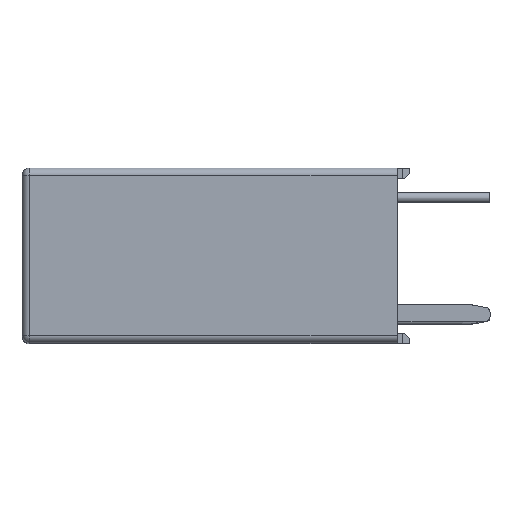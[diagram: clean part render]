
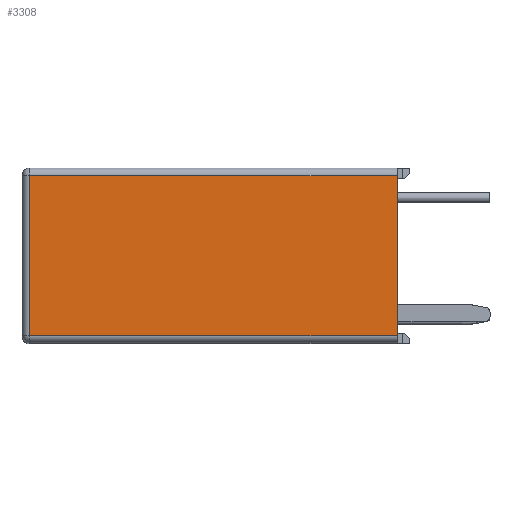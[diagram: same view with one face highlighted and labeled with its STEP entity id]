
A CAD part, top view. The second image highlights one B-rep face of the part: STEP entity #3308.
In plain terms, the highlighted planar face has unit normal (0, 0, 1).
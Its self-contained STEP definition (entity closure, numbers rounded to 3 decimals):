
#1381 = CYLINDRICAL_SURFACE('',#1382,0.3);
#1382 = AXIS2_PLACEMENT_3D('',#1383,#1384,#1385);
#1383 = CARTESIAN_POINT('',(-14.489,2.625,0.677));
#1384 = DIRECTION('',(-0.,1.,0.));
#1385 = DIRECTION('',(1.,0.,0.));
#1459 = PLANE('',#1460);
#1460 = AXIS2_PLACEMENT_3D('',#1461,#1462,#1463);
#1461 = CARTESIAN_POINT('',(0.211,2.625,-9.223));
#1462 = DIRECTION('',(1.,0.,0.));
#1463 = DIRECTION('',(0.,-1.,0.));
#1572 = VERTEX_POINT('',#1573);
#1573 = CARTESIAN_POINT('',(0.211,5.825,0.977));
#1588 = CYLINDRICAL_SURFACE('',#1589,0.3);
#1589 = AXIS2_PLACEMENT_3D('',#1590,#1591,#1592);
#1590 = CARTESIAN_POINT('',(0.211,5.825,0.677));
#1591 = DIRECTION('',(1.,0.,-0.));
#1592 = DIRECTION('',(0.,0.,1.));
#1600 = EDGE_CURVE('',#1601,#1572,#1603,.T.);
#1601 = VERTEX_POINT('',#1602);
#1602 = CARTESIAN_POINT('',(0.211,-0.575,0.977));
#1603 = SURFACE_CURVE('',#1604,(#1608,#1615),.PCURVE_S1.);
#1604 = LINE('',#1605,#1606);
#1605 = CARTESIAN_POINT('',(0.211,2.625,0.977));
#1606 = VECTOR('',#1607,1.);
#1607 = DIRECTION('',(0.,1.,0.));
#1608 = PCURVE('',#1459,#1609);
#1609 = DEFINITIONAL_REPRESENTATION('',(#1610),#1614);
#1610 = LINE('',#1611,#1612);
#1611 = CARTESIAN_POINT('',(0.,-10.2));
#1612 = VECTOR('',#1613,1.);
#1613 = DIRECTION('',(-1.,0.));
#1614 = ( GEOMETRIC_REPRESENTATION_CONTEXT(2) 
PARAMETRIC_REPRESENTATION_CONTEXT() REPRESENTATION_CONTEXT('2D SPACE',''
  ) );
#1615 = PCURVE('',#1616,#1621);
#1616 = PLANE('',#1617);
#1617 = AXIS2_PLACEMENT_3D('',#1618,#1619,#1620);
#1618 = CARTESIAN_POINT('',(0.211,2.625,0.977));
#1619 = DIRECTION('',(0.,-0.,1.));
#1620 = DIRECTION('',(0.,1.,0.));
#1621 = DEFINITIONAL_REPRESENTATION('',(#1622),#1626);
#1622 = LINE('',#1623,#1624);
#1623 = CARTESIAN_POINT('',(0.,0.));
#1624 = VECTOR('',#1625,1.);
#1625 = DIRECTION('',(1.,0.));
#1626 = ( GEOMETRIC_REPRESENTATION_CONTEXT(2) 
PARAMETRIC_REPRESENTATION_CONTEXT() REPRESENTATION_CONTEXT('2D SPACE',''
  ) );
#1645 = CYLINDRICAL_SURFACE('',#1646,0.3);
#1646 = AXIS2_PLACEMENT_3D('',#1647,#1648,#1649);
#1647 = CARTESIAN_POINT('',(0.211,-0.575,0.677));
#1648 = DIRECTION('',(1.,0.,-0.));
#1649 = DIRECTION('',(0.,0.,1.));
#3308 = ADVANCED_FACE('',(#3309),#1616,.T.);
#3309 = FACE_BOUND('',#3310,.T.);
#3310 = EDGE_LOOP('',(#3311,#3336,#3357,#3358));
#3311 = ORIENTED_EDGE('',*,*,#3312,.T.);
#3312 = EDGE_CURVE('',#3313,#3315,#3317,.T.);
#3313 = VERTEX_POINT('',#3314);
#3314 = CARTESIAN_POINT('',(-14.489,5.825,0.977));
#3315 = VERTEX_POINT('',#3316);
#3316 = CARTESIAN_POINT('',(-14.489,-0.575,0.977));
#3317 = SURFACE_CURVE('',#3318,(#3322,#3329),.PCURVE_S1.);
#3318 = LINE('',#3319,#3320);
#3319 = CARTESIAN_POINT('',(-14.489,2.625,0.977));
#3320 = VECTOR('',#3321,1.);
#3321 = DIRECTION('',(0.,-1.,0.));
#3322 = PCURVE('',#1616,#3323);
#3323 = DEFINITIONAL_REPRESENTATION('',(#3324),#3328);
#3324 = LINE('',#3325,#3326);
#3325 = CARTESIAN_POINT('',(0.,14.7));
#3326 = VECTOR('',#3327,1.);
#3327 = DIRECTION('',(-1.,0.));
#3328 = ( GEOMETRIC_REPRESENTATION_CONTEXT(2) 
PARAMETRIC_REPRESENTATION_CONTEXT() REPRESENTATION_CONTEXT('2D SPACE',''
  ) );
#3329 = PCURVE('',#1381,#3330);
#3330 = DEFINITIONAL_REPRESENTATION('',(#3331),#3335);
#3331 = LINE('',#3332,#3333);
#3332 = CARTESIAN_POINT('',(4.712,0.));
#3333 = VECTOR('',#3334,1.);
#3334 = DIRECTION('',(0.,-1.));
#3335 = ( GEOMETRIC_REPRESENTATION_CONTEXT(2) 
PARAMETRIC_REPRESENTATION_CONTEXT() REPRESENTATION_CONTEXT('2D SPACE',''
  ) );
#3336 = ORIENTED_EDGE('',*,*,#3337,.T.);
#3337 = EDGE_CURVE('',#3315,#1601,#3338,.T.);
#3338 = SURFACE_CURVE('',#3339,(#3343,#3350),.PCURVE_S1.);
#3339 = LINE('',#3340,#3341);
#3340 = CARTESIAN_POINT('',(0.211,-0.575,0.977));
#3341 = VECTOR('',#3342,1.);
#3342 = DIRECTION('',(1.,0.,0.));
#3343 = PCURVE('',#1616,#3344);
#3344 = DEFINITIONAL_REPRESENTATION('',(#3345),#3349);
#3345 = LINE('',#3346,#3347);
#3346 = CARTESIAN_POINT('',(-3.2,0.));
#3347 = VECTOR('',#3348,1.);
#3348 = DIRECTION('',(0.,-1.));
#3349 = ( GEOMETRIC_REPRESENTATION_CONTEXT(2) 
PARAMETRIC_REPRESENTATION_CONTEXT() REPRESENTATION_CONTEXT('2D SPACE',''
  ) );
#3350 = PCURVE('',#1645,#3351);
#3351 = DEFINITIONAL_REPRESENTATION('',(#3352),#3356);
#3352 = LINE('',#3353,#3354);
#3353 = CARTESIAN_POINT('',(0.,0.));
#3354 = VECTOR('',#3355,1.);
#3355 = DIRECTION('',(0.,1.));
#3356 = ( GEOMETRIC_REPRESENTATION_CONTEXT(2) 
PARAMETRIC_REPRESENTATION_CONTEXT() REPRESENTATION_CONTEXT('2D SPACE',''
  ) );
#3357 = ORIENTED_EDGE('',*,*,#1600,.T.);
#3358 = ORIENTED_EDGE('',*,*,#3359,.T.);
#3359 = EDGE_CURVE('',#1572,#3313,#3360,.T.);
#3360 = SURFACE_CURVE('',#3361,(#3365,#3372),.PCURVE_S1.);
#3361 = LINE('',#3362,#3363);
#3362 = CARTESIAN_POINT('',(0.211,5.825,0.977));
#3363 = VECTOR('',#3364,1.);
#3364 = DIRECTION('',(-1.,0.,0.));
#3365 = PCURVE('',#1616,#3366);
#3366 = DEFINITIONAL_REPRESENTATION('',(#3367),#3371);
#3367 = LINE('',#3368,#3369);
#3368 = CARTESIAN_POINT('',(3.2,0.));
#3369 = VECTOR('',#3370,1.);
#3370 = DIRECTION('',(0.,1.));
#3371 = ( GEOMETRIC_REPRESENTATION_CONTEXT(2) 
PARAMETRIC_REPRESENTATION_CONTEXT() REPRESENTATION_CONTEXT('2D SPACE',''
  ) );
#3372 = PCURVE('',#1588,#3373);
#3373 = DEFINITIONAL_REPRESENTATION('',(#3374),#3378);
#3374 = LINE('',#3375,#3376);
#3375 = CARTESIAN_POINT('',(6.283,0.));
#3376 = VECTOR('',#3377,1.);
#3377 = DIRECTION('',(0.,-1.));
#3378 = ( GEOMETRIC_REPRESENTATION_CONTEXT(2) 
PARAMETRIC_REPRESENTATION_CONTEXT() REPRESENTATION_CONTEXT('2D SPACE',''
  ) );
